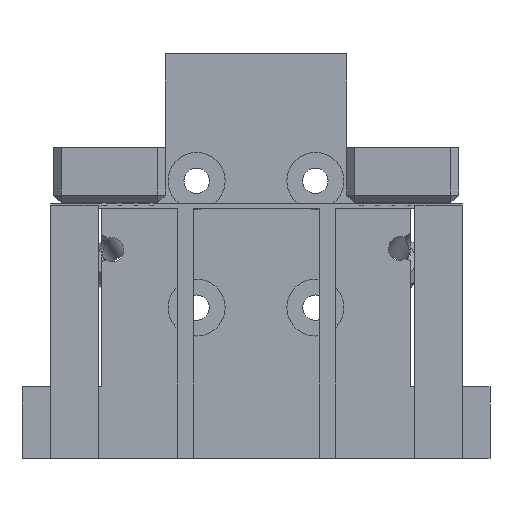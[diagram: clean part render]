
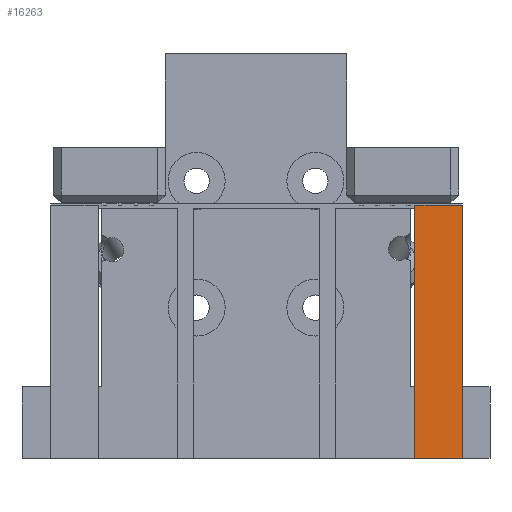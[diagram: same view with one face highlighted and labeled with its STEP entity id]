
A CAD part, front view. The second image highlights one B-rep face of the part: STEP entity #16263.
In plain terms, the highlighted planar face has unit normal (0, -1, 0).
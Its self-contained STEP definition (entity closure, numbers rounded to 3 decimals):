
#13369 = PLANE('',#13370);
#13370 = AXIS2_PLACEMENT_3D('',#13371,#13372,#13373);
#13371 = CARTESIAN_POINT('',(26.,15.739,26.728));
#13372 = DIRECTION('',(1.,0.,0.));
#13373 = DIRECTION('',(0.,0.,-1.));
#13423 = PLANE('',#13424);
#13424 = AXIS2_PLACEMENT_3D('',#13425,#13426,#13427);
#13425 = CARTESIAN_POINT('',(20.,15.705,26.804));
#13426 = DIRECTION('',(-1.,0.,0.));
#13427 = DIRECTION('',(0.,0.,1.));
#13478 = PLANE('',#13479);
#13479 = AXIS2_PLACEMENT_3D('',#13480,#13481,#13482);
#13480 = CARTESIAN_POINT('',(-0.066,15.738,
    7.586));
#13481 = DIRECTION('',(0.,0.,-1.));
#13482 = DIRECTION('',(0.,1.,0.));
#13680 = VERTEX_POINT('',#13681);
#13681 = CARTESIAN_POINT('',(20.,5.,7.586));
#13702 = EDGE_CURVE('',#13703,#13680,#13705,.T.);
#13703 = VERTEX_POINT('',#13704);
#13704 = CARTESIAN_POINT('',(20.,5.,39.519));
#13705 = SURFACE_CURVE('',#13706,(#13710,#13717),.PCURVE_S1.);
#13706 = LINE('',#13707,#13708);
#13707 = CARTESIAN_POINT('',(20.,5.,39.719));
#13708 = VECTOR('',#13709,1.);
#13709 = DIRECTION('',(0.,0.,-1.));
#13710 = PCURVE('',#13423,#13711);
#13711 = DEFINITIONAL_REPRESENTATION('',(#13712),#13716);
#13712 = LINE('',#13713,#13714);
#13713 = CARTESIAN_POINT('',(12.914,-10.705));
#13714 = VECTOR('',#13715,1.);
#13715 = DIRECTION('',(-1.,0.));
#13716 = ( GEOMETRIC_REPRESENTATION_CONTEXT(2) 
PARAMETRIC_REPRESENTATION_CONTEXT() REPRESENTATION_CONTEXT('2D SPACE',''
  ) );
#13717 = PCURVE('',#13718,#13723);
#13718 = PLANE('',#13719);
#13719 = AXIS2_PLACEMENT_3D('',#13720,#13721,#13722);
#13720 = CARTESIAN_POINT('',(26.,5.,39.719));
#13721 = DIRECTION('',(0.,1.,0.));
#13722 = DIRECTION('',(-1.,0.,0.));
#13723 = DEFINITIONAL_REPRESENTATION('',(#13724),#13728);
#13724 = LINE('',#13725,#13726);
#13725 = CARTESIAN_POINT('',(6.,0.));
#13726 = VECTOR('',#13727,1.);
#13727 = DIRECTION('',(0.,-1.));
#13728 = ( GEOMETRIC_REPRESENTATION_CONTEXT(2) 
PARAMETRIC_REPRESENTATION_CONTEXT() REPRESENTATION_CONTEXT('2D SPACE',''
  ) );
#13746 = PLANE('',#13747);
#13747 = AXIS2_PLACEMENT_3D('',#13748,#13749,#13750);
#13748 = CARTESIAN_POINT('',(-0.315,13.984,
    39.519));
#13749 = DIRECTION('',(0.,0.,1.));
#13750 = DIRECTION('',(0.,1.,0.));
#14430 = VERTEX_POINT('',#14431);
#14431 = CARTESIAN_POINT('',(26.,5.,39.519));
#14452 = EDGE_CURVE('',#14430,#14453,#14455,.T.);
#14453 = VERTEX_POINT('',#14454);
#14454 = CARTESIAN_POINT('',(26.,5.,7.586));
#14455 = SURFACE_CURVE('',#14456,(#14460,#14467),.PCURVE_S1.);
#14456 = LINE('',#14457,#14458);
#14457 = CARTESIAN_POINT('',(26.,5.,39.719));
#14458 = VECTOR('',#14459,1.);
#14459 = DIRECTION('',(0.,0.,-1.));
#14460 = PCURVE('',#13369,#14461);
#14461 = DEFINITIONAL_REPRESENTATION('',(#14462),#14466);
#14462 = LINE('',#14463,#14464);
#14463 = CARTESIAN_POINT('',(-12.99,-10.739));
#14464 = VECTOR('',#14465,1.);
#14465 = DIRECTION('',(1.,0.));
#14466 = ( GEOMETRIC_REPRESENTATION_CONTEXT(2) 
PARAMETRIC_REPRESENTATION_CONTEXT() REPRESENTATION_CONTEXT('2D SPACE',''
  ) );
#14467 = PCURVE('',#13718,#14468);
#14468 = DEFINITIONAL_REPRESENTATION('',(#14469),#14473);
#14469 = LINE('',#14470,#14471);
#14470 = CARTESIAN_POINT('',(0.,0.));
#14471 = VECTOR('',#14472,1.);
#14472 = DIRECTION('',(0.,-1.));
#14473 = ( GEOMETRIC_REPRESENTATION_CONTEXT(2) 
PARAMETRIC_REPRESENTATION_CONTEXT() REPRESENTATION_CONTEXT('2D SPACE',''
  ) );
#15005 = EDGE_CURVE('',#14453,#13680,#15006,.T.);
#15006 = SURFACE_CURVE('',#15007,(#15011,#15018),.PCURVE_S1.);
#15007 = LINE('',#15008,#15009);
#15008 = CARTESIAN_POINT('',(12.967,5.,
    7.586));
#15009 = VECTOR('',#15010,1.);
#15010 = DIRECTION('',(-1.,-0.,-0.));
#15011 = PCURVE('',#13478,#15012);
#15012 = DEFINITIONAL_REPRESENTATION('',(#15013),#15017);
#15013 = LINE('',#15014,#15015);
#15014 = CARTESIAN_POINT('',(-10.738,13.033));
#15015 = VECTOR('',#15016,1.);
#15016 = DIRECTION('',(0.,-1.));
#15017 = ( GEOMETRIC_REPRESENTATION_CONTEXT(2) 
PARAMETRIC_REPRESENTATION_CONTEXT() REPRESENTATION_CONTEXT('2D SPACE',''
  ) );
#15018 = PCURVE('',#13718,#15019);
#15019 = DEFINITIONAL_REPRESENTATION('',(#15020),#15024);
#15020 = LINE('',#15021,#15022);
#15021 = CARTESIAN_POINT('',(13.033,-32.132));
#15022 = VECTOR('',#15023,1.);
#15023 = DIRECTION('',(1.,0.));
#15024 = ( GEOMETRIC_REPRESENTATION_CONTEXT(2) 
PARAMETRIC_REPRESENTATION_CONTEXT() REPRESENTATION_CONTEXT('2D SPACE',''
  ) );
#16242 = EDGE_CURVE('',#14430,#13703,#16243,.T.);
#16243 = SURFACE_CURVE('',#16244,(#16248,#16255),.PCURVE_S1.);
#16244 = LINE('',#16245,#16246);
#16245 = CARTESIAN_POINT('',(26.,5.,39.519));
#16246 = VECTOR('',#16247,1.);
#16247 = DIRECTION('',(-1.,0.,0.));
#16248 = PCURVE('',#13746,#16249);
#16249 = DEFINITIONAL_REPRESENTATION('',(#16250),#16254);
#16250 = LINE('',#16251,#16252);
#16251 = CARTESIAN_POINT('',(-8.984,-26.315));
#16252 = VECTOR('',#16253,1.);
#16253 = DIRECTION('',(0.,1.));
#16254 = ( GEOMETRIC_REPRESENTATION_CONTEXT(2) 
PARAMETRIC_REPRESENTATION_CONTEXT() REPRESENTATION_CONTEXT('2D SPACE',''
  ) );
#16255 = PCURVE('',#13718,#16256);
#16256 = DEFINITIONAL_REPRESENTATION('',(#16257),#16261);
#16257 = LINE('',#16258,#16259);
#16258 = CARTESIAN_POINT('',(0.,-0.2));
#16259 = VECTOR('',#16260,1.);
#16260 = DIRECTION('',(1.,0.));
#16261 = ( GEOMETRIC_REPRESENTATION_CONTEXT(2) 
PARAMETRIC_REPRESENTATION_CONTEXT() REPRESENTATION_CONTEXT('2D SPACE',''
  ) );
#16263 = ADVANCED_FACE('',(#16264),#13718,.F.);
#16264 = FACE_BOUND('',#16265,.F.);
#16265 = EDGE_LOOP('',(#16266,#16267,#16268,#16269));
#16266 = ORIENTED_EDGE('',*,*,#13702,.F.);
#16267 = ORIENTED_EDGE('',*,*,#16242,.F.);
#16268 = ORIENTED_EDGE('',*,*,#14452,.T.);
#16269 = ORIENTED_EDGE('',*,*,#15005,.T.);
